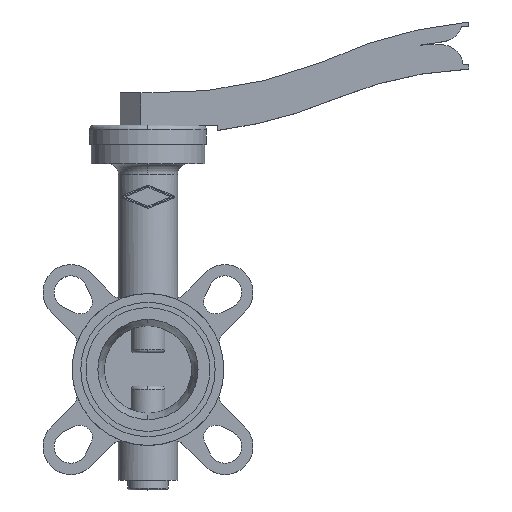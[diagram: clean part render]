
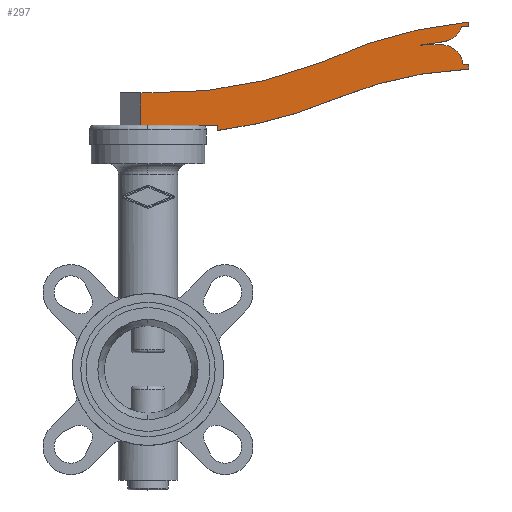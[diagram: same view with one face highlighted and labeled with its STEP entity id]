
A CAD part, top view. The second image highlights one B-rep face of the part: STEP entity #297.
In plain terms, the highlighted planar face has unit normal (0, 0, 1).
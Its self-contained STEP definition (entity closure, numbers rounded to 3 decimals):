
#297 = ADVANCED_FACE( '', ( #671 ), #672, .T. );
#671 = FACE_OUTER_BOUND( '', #1045, .T. );
#672 = PLANE( '', #1046 );
#1045 = EDGE_LOOP( '', ( #2497, #2498, #2499, #2500, #2501, #2502, #2503, #2504, #2505, #2506, #2507, #2508, #2509, #2510, #2511, #2512 ) );
#1046 = AXIS2_PLACEMENT_3D( '', #2513, #2514, #2515 );
#2497 = ORIENTED_EDGE( '', *, *, #2938, .T. );
#2498 = ORIENTED_EDGE( '', *, *, #2946, .T. );
#2499 = ORIENTED_EDGE( '', *, *, #2962, .T. );
#2500 = ORIENTED_EDGE( '', *, *, #2964, .T. );
#2501 = ORIENTED_EDGE( '', *, *, #2966, .T. );
#2502 = ORIENTED_EDGE( '', *, *, #2968, .T. );
#2503 = ORIENTED_EDGE( '', *, *, #2970, .T. );
#2504 = ORIENTED_EDGE( '', *, *, #2972, .T. );
#2505 = ORIENTED_EDGE( '', *, *, #2974, .T. );
#2506 = ORIENTED_EDGE( '', *, *, #2976, .T. );
#2507 = ORIENTED_EDGE( '', *, *, #2978, .T. );
#2508 = ORIENTED_EDGE( '', *, *, #2980, .T. );
#2509 = ORIENTED_EDGE( '', *, *, #2982, .T. );
#2510 = ORIENTED_EDGE( '', *, *, #2984, .T. );
#2511 = ORIENTED_EDGE( '', *, *, #2986, .T. );
#2512 = ORIENTED_EDGE( '', *, *, #2987, .T. );
#2513 = CARTESIAN_POINT( '', ( 0., 137., -11.5 ) );
#2514 = DIRECTION( '', ( 0., 0., 1. ) );
#2515 = DIRECTION( '', ( 1., 0., 0. ) );
#2938 = EDGE_CURVE( '', #3695, #3692, #3696, .T. );
#2946 = EDGE_CURVE( '', #3692, #3707, #3709, .T. );
#2962 = EDGE_CURVE( '', #3707, #3737, #3739, .T. );
#2964 = EDGE_CURVE( '', #3737, #3740, #3742, .T. );
#2966 = EDGE_CURVE( '', #3740, #3743, #3745, .T. );
#2968 = EDGE_CURVE( '', #3743, #3746, #3748, .T. );
#2970 = EDGE_CURVE( '', #3746, #3749, #3751, .T. );
#2972 = EDGE_CURVE( '', #3749, #3752, #3754, .T. );
#2974 = EDGE_CURVE( '', #3752, #3755, #3757, .T. );
#2976 = EDGE_CURVE( '', #3755, #3758, #3760, .T. );
#2978 = EDGE_CURVE( '', #3758, #3761, #3763, .T. );
#2980 = EDGE_CURVE( '', #3761, #3764, #3766, .T. );
#2982 = EDGE_CURVE( '', #3764, #3767, #3769, .T. );
#2984 = EDGE_CURVE( '', #3767, #3770, #3772, .T. );
#2986 = EDGE_CURVE( '', #3770, #3773, #3775, .T. );
#2987 = EDGE_CURVE( '', #3773, #3695, #3776, .T. );
#3692 = VERTEX_POINT( '', #5583 );
#3695 = VERTEX_POINT( '', #5587 );
#3696 = LINE( '', #5588, #5589 );
#3707 = VERTEX_POINT( '', #5606 );
#3709 = LINE( '', #5609, #5610 );
#3737 = VERTEX_POINT( '', #5646 );
#3739 = LINE( '', #5649, #5650 );
#3740 = VERTEX_POINT( '', #5651 );
#3742 = CIRCLE( '', #5654, 255. );
#3743 = VERTEX_POINT( '', #5655 );
#3745 = CIRCLE( '', #5658, 223. );
#3746 = VERTEX_POINT( '', #5659 );
#3748 = LINE( '', #5662, #5663 );
#3749 = VERTEX_POINT( '', #5664 );
#3751 = LINE( '', #5667, #5668 );
#3752 = VERTEX_POINT( '', #5669 );
#3754 = CIRCLE( '', #5672, 12.5 );
#3755 = VERTEX_POINT( '', #5673 );
#3757 = LINE( '', #5676, #5677 );
#3758 = VERTEX_POINT( '', #5678 );
#3760 = LINE( '', #5681, #5682 );
#3761 = VERTEX_POINT( '', #5683 );
#3763 = CIRCLE( '', #5686, 12.5 );
#3764 = VERTEX_POINT( '', #5687 );
#3766 = LINE( '', #5690, #5691 );
#3767 = VERTEX_POINT( '', #5692 );
#3769 = LINE( '', #5695, #5696 );
#3770 = VERTEX_POINT( '', #5697 );
#3772 = CIRCLE( '', #5700, 255. );
#3773 = VERTEX_POINT( '', #5701 );
#3775 = CIRCLE( '', #5704, 250. );
#3776 = LINE( '', #5705, #5706 );
#5583 = CARTESIAN_POINT( '', ( -4., 140., -11.5 ) );
#5587 = CARTESIAN_POINT( '', ( -4., 158.6, -11.5 ) );
#5588 = CARTESIAN_POINT( '', ( -4., 137., -11.5 ) );
#5589 = VECTOR( '', #6427, 1. );
#5606 = CARTESIAN_POINT( '', ( 39.8, 140., -11.5 ) );
#5609 = CARTESIAN_POINT( '', ( -16., 140., -11.5 ) );
#5610 = VECTOR( '', #6435, 1. );
#5646 = CARTESIAN_POINT( '', ( 39.8, 137., -11.5 ) );
#5649 = CARTESIAN_POINT( '', ( 39.8, 140., -11.5 ) );
#5650 = VECTOR( '', #6463, 1. );
#5651 = CARTESIAN_POINT( '', ( 107., 155., -11.5 ) );
#5654 = AXIS2_PLACEMENT_3D( '', #6465, #6466, #6467 );
#5655 = CARTESIAN_POINT( '', ( 184., 172.2, -11.5 ) );
#5658 = AXIS2_PLACEMENT_3D( '', #6469, #6470, #6471 );
#5659 = CARTESIAN_POINT( '', ( 184., 174.7, -11.5 ) );
#5662 = CARTESIAN_POINT( '', ( 184., 172.2, -11.5 ) );
#5663 = VECTOR( '', #6473, 1. );
#5664 = CARTESIAN_POINT( '', ( 180.6, 174.7, -11.5 ) );
#5667 = CARTESIAN_POINT( '', ( 184., 174.7, -11.5 ) );
#5668 = VECTOR( '', #6475, 1. );
#5669 = CARTESIAN_POINT( '', ( 168.015, 186.122, -11.5 ) );
#5672 = AXIS2_PLACEMENT_3D( '', #6477, #6478, #6479 );
#5673 = CARTESIAN_POINT( '', ( 156.4, 186., -11.5 ) );
#5676 = CARTESIAN_POINT( '', ( 168.015, 186.122, -11.5 ) );
#5677 = VECTOR( '', #6481, 1. );
#5678 = CARTESIAN_POINT( '', ( 169.9, 188., -11.5 ) );
#5681 = CARTESIAN_POINT( '', ( 156.4, 186., -11.5 ) );
#5682 = VECTOR( '', #6483, 1. );
#5683 = CARTESIAN_POINT( '', ( 179.7, 196.7, -11.5 ) );
#5686 = AXIS2_PLACEMENT_3D( '', #6485, #6486, #6487 );
#5687 = CARTESIAN_POINT( '', ( 184., 196.7, -11.5 ) );
#5690 = CARTESIAN_POINT( '', ( 179.7, 196.7, -11.5 ) );
#5691 = VECTOR( '', #6489, 1. );
#5692 = CARTESIAN_POINT( '', ( 184., 199.2, -11.5 ) );
#5695 = CARTESIAN_POINT( '', ( 184., 196.7, -11.5 ) );
#5696 = VECTOR( '', #6491, 1. );
#5697 = CARTESIAN_POINT( '', ( 99., 175.89, -11.5 ) );
#5700 = AXIS2_PLACEMENT_3D( '', #6493, #6494, #6495 );
#5701 = CARTESIAN_POINT( '', ( 0., 158.6, -11.5 ) );
#5704 = AXIS2_PLACEMENT_3D( '', #6497, #6498, #6499 );
#5705 = CARTESIAN_POINT( '', ( 0., 158.6, -11.5 ) );
#5706 = VECTOR( '', #6500, 1. );
#6427 = DIRECTION( '', ( 0., -1., 0. ) );
#6435 = DIRECTION( '', ( 1., 0., 0. ) );
#6463 = DIRECTION( '', ( 0., -1., 0. ) );
#6465 = CARTESIAN_POINT( '', ( 8.039, 390.014, -11.5 ) );
#6466 = DIRECTION( '', ( 0., 0., 1. ) );
#6467 = DIRECTION( '', ( 0.125, -0.992, 0. ) );
#6469 = CARTESIAN_POINT( '', ( 193.348, -50.604, -11.5 ) );
#6470 = DIRECTION( '', ( 0., 0., -1. ) );
#6471 = DIRECTION( '', ( -0.387, 0.922, 0. ) );
#6473 = DIRECTION( '', ( 0., 1., 0. ) );
#6475 = DIRECTION( '', ( -1., 0., 0. ) );
#6477 = CARTESIAN_POINT( '', ( 168.147, 173.623, -11.5 ) );
#6478 = DIRECTION( '', ( 0., 0., 1. ) );
#6479 = DIRECTION( '', ( 0.996, 0.086, 0. ) );
#6481 = DIRECTION( '', ( -1., -0.01, 0. ) );
#6483 = DIRECTION( '', ( 0.989, 0.147, 0. ) );
#6485 = CARTESIAN_POINT( '', ( 167.733, 200.311, -11.5 ) );
#6486 = DIRECTION( '', ( 0., 0., 1. ) );
#6487 = DIRECTION( '', ( 0.173, -0.985, 0. ) );
#6489 = DIRECTION( '', ( 1., 0., 0. ) );
#6491 = DIRECTION( '', ( 0., 1., 0. ) );
#6493 = CARTESIAN_POINT( '', ( 207.925, -54.675, -11.5 ) );
#6494 = DIRECTION( '', ( 0., 0., 1. ) );
#6495 = DIRECTION( '', ( -0.094, 0.996, 0. ) );
#6497 = CARTESIAN_POINT( '', ( 7.367, 408.491, -11.5 ) );
#6498 = DIRECTION( '', ( 0., 0., -1. ) );
#6499 = DIRECTION( '', ( 0.367, -0.93, 0. ) );
#6500 = DIRECTION( '', ( -1., 0., 0. ) );
